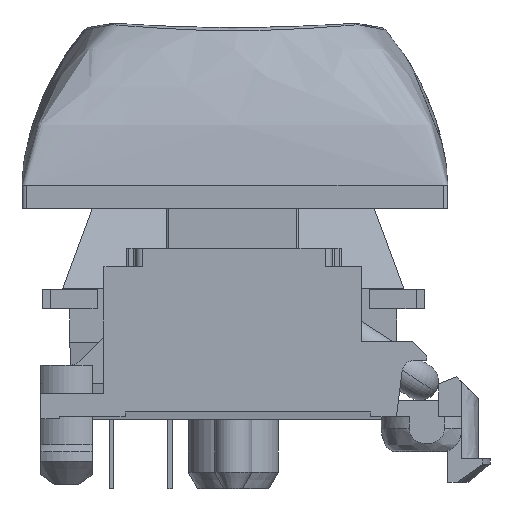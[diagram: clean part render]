
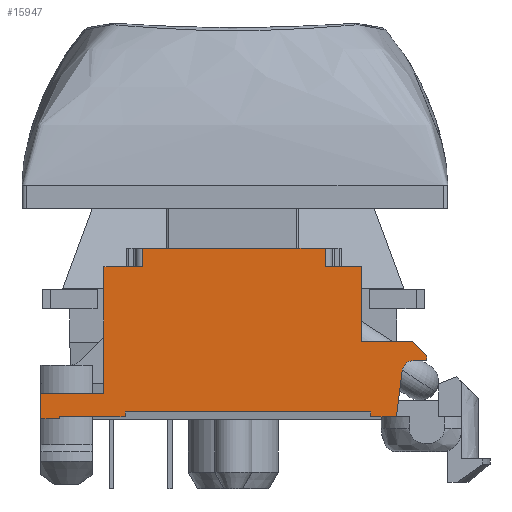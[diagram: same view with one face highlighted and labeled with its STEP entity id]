
A CAD part, left-side view. The second image highlights one B-rep face of the part: STEP entity #15947.
In plain terms, the highlighted planar face has unit normal (-1, 0, 0).
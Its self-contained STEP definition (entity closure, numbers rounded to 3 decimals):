
#13518 = VERTEX_POINT('',#13519);
#13519 = CARTESIAN_POINT('',(-15.4,-3.9,7.35));
#13707 = VERTEX_POINT('',#13708);
#13708 = CARTESIAN_POINT('',(-15.4,3.9,7.35));
#13715 = EDGE_CURVE('',#13707,#13518,#13716,.T.);
#13716 = LINE('',#13717,#13718);
#13717 = CARTESIAN_POINT('',(-15.4,-5.45,7.35));
#13718 = VECTOR('',#13719,1.);
#13719 = DIRECTION('',(0.,-1.,0.));
#13855 = VERTEX_POINT('',#13856);
#13856 = CARTESIAN_POINT('',(-15.4,-5.85,0.35));
#13862 = EDGE_CURVE('',#13855,#13863,#13865,.T.);
#13863 = VERTEX_POINT('',#13864);
#13864 = CARTESIAN_POINT('',(-15.4,4.65,0.35));
#13865 = LINE('',#13866,#13867);
#13866 = CARTESIAN_POINT('',(-15.4,-5.85,0.35));
#13867 = VECTOR('',#13868,1.);
#13868 = DIRECTION('',(0.,1.,0.));
#15237 = EDGE_CURVE('',#15238,#13518,#15240,.T.);
#15238 = VERTEX_POINT('',#15239);
#15239 = CARTESIAN_POINT('',(-15.4,-3.9,6.55));
#15240 = LINE('',#15241,#15242);
#15241 = CARTESIAN_POINT('',(-15.4,-3.9,-11.487));
#15242 = VECTOR('',#15243,1.);
#15243 = DIRECTION('',(0.,0.,1.));
#15926 = EDGE_CURVE('',#15927,#13707,#15929,.T.);
#15927 = VERTEX_POINT('',#15928);
#15928 = CARTESIAN_POINT('',(-15.4,3.9,6.55));
#15929 = LINE('',#15930,#15931);
#15930 = CARTESIAN_POINT('',(-15.4,3.9,-11.487));
#15931 = VECTOR('',#15932,1.);
#15932 = DIRECTION('',(0.,0.,1.));
#15947 = ADVANCED_FACE('',(#15948),#16095,.F.);
#15948 = FACE_BOUND('',#15949,.T.);
#15949 = EDGE_LOOP('',(#15950,#15958,#15966,#15974,#15982,#15990,#15998,
    #16006,#16012,#16013,#16021,#16029,#16037,#16046,#16054,#16062,
    #16070,#16078,#16086,#16092,#16093,#16094));
#15950 = ORIENTED_EDGE('',*,*,#15951,.F.);
#15951 = EDGE_CURVE('',#15952,#15927,#15954,.T.);
#15952 = VERTEX_POINT('',#15953);
#15953 = CARTESIAN_POINT('',(-15.4,5.55,6.55));
#15954 = LINE('',#15955,#15956);
#15955 = CARTESIAN_POINT('',(-15.4,-7.691,6.55));
#15956 = VECTOR('',#15957,1.);
#15957 = DIRECTION('',(0.,-1.,0.));
#15958 = ORIENTED_EDGE('',*,*,#15959,.F.);
#15959 = EDGE_CURVE('',#15960,#15952,#15962,.T.);
#15960 = VERTEX_POINT('',#15961);
#15961 = CARTESIAN_POINT('',(-15.4,5.55,1.15));
#15962 = LINE('',#15963,#15964);
#15963 = CARTESIAN_POINT('',(-15.4,5.55,7.35));
#15964 = VECTOR('',#15965,1.);
#15965 = DIRECTION('',(0.,0.,1.));
#15966 = ORIENTED_EDGE('',*,*,#15967,.F.);
#15967 = EDGE_CURVE('',#15968,#15960,#15970,.T.);
#15968 = VERTEX_POINT('',#15969);
#15969 = CARTESIAN_POINT('',(-15.4,8.25,1.15));
#15970 = LINE('',#15971,#15972);
#15971 = CARTESIAN_POINT('',(-15.4,5.55,1.15));
#15972 = VECTOR('',#15973,1.);
#15973 = DIRECTION('',(0.,-1.,0.));
#15974 = ORIENTED_EDGE('',*,*,#15975,.F.);
#15975 = EDGE_CURVE('',#15976,#15968,#15978,.T.);
#15976 = VERTEX_POINT('',#15977);
#15977 = CARTESIAN_POINT('',(-15.4,8.25,0.05));
#15978 = LINE('',#15979,#15980);
#15979 = CARTESIAN_POINT('',(-15.4,8.25,1.15));
#15980 = VECTOR('',#15981,1.);
#15981 = DIRECTION('',(0.,0.,1.));
#15982 = ORIENTED_EDGE('',*,*,#15983,.F.);
#15983 = EDGE_CURVE('',#15984,#15976,#15986,.T.);
#15984 = VERTEX_POINT('',#15985);
#15985 = CARTESIAN_POINT('',(-15.4,7.45,0.05));
#15986 = LINE('',#15987,#15988);
#15987 = CARTESIAN_POINT('',(-15.4,8.25,0.05));
#15988 = VECTOR('',#15989,1.);
#15989 = DIRECTION('',(0.,1.,0.));
#15990 = ORIENTED_EDGE('',*,*,#15991,.F.);
#15991 = EDGE_CURVE('',#15992,#15984,#15994,.T.);
#15992 = VERTEX_POINT('',#15993);
#15993 = CARTESIAN_POINT('',(-15.4,7.45,0.15));
#15994 = LINE('',#15995,#15996);
#15995 = CARTESIAN_POINT('',(-15.4,7.45,0.15));
#15996 = VECTOR('',#15997,1.);
#15997 = DIRECTION('',(0.,0.,-1.));
#15998 = ORIENTED_EDGE('',*,*,#15999,.F.);
#15999 = EDGE_CURVE('',#16000,#15992,#16002,.T.);
#16000 = VERTEX_POINT('',#16001);
#16001 = CARTESIAN_POINT('',(-15.4,4.65,0.15));
#16002 = LINE('',#16003,#16004);
#16003 = CARTESIAN_POINT('',(-15.4,4.65,0.15));
#16004 = VECTOR('',#16005,1.);
#16005 = DIRECTION('',(0.,1.,0.));
#16006 = ORIENTED_EDGE('',*,*,#16007,.F.);
#16007 = EDGE_CURVE('',#13863,#16000,#16008,.T.);
#16008 = LINE('',#16009,#16010);
#16009 = CARTESIAN_POINT('',(-15.4,4.65,0.35));
#16010 = VECTOR('',#16011,1.);
#16011 = DIRECTION('',(0.,0.,-1.));
#16012 = ORIENTED_EDGE('',*,*,#13862,.F.);
#16013 = ORIENTED_EDGE('',*,*,#16014,.F.);
#16014 = EDGE_CURVE('',#16015,#13855,#16017,.T.);
#16015 = VERTEX_POINT('',#16016);
#16016 = CARTESIAN_POINT('',(-15.4,-5.85,0.15));
#16017 = LINE('',#16018,#16019);
#16018 = CARTESIAN_POINT('',(-15.4,-5.85,0.35));
#16019 = VECTOR('',#16020,1.);
#16020 = DIRECTION('',(0.,0.,1.));
#16021 = ORIENTED_EDGE('',*,*,#16022,.F.);
#16022 = EDGE_CURVE('',#16023,#16015,#16025,.T.);
#16023 = VERTEX_POINT('',#16024);
#16024 = CARTESIAN_POINT('',(-15.4,-6.95,0.15));
#16025 = LINE('',#16026,#16027);
#16026 = CARTESIAN_POINT('',(-15.4,-5.85,0.15));
#16027 = VECTOR('',#16028,1.);
#16028 = DIRECTION('',(0.,1.,0.));
#16029 = ORIENTED_EDGE('',*,*,#16030,.F.);
#16030 = EDGE_CURVE('',#16031,#16023,#16033,.T.);
#16031 = VERTEX_POINT('',#16032);
#16032 = CARTESIAN_POINT('',(-15.4,-7.195,2.112));
#16033 = LINE('',#16034,#16035);
#16034 = CARTESIAN_POINT('',(-15.4,-6.95,0.15));
#16035 = VECTOR('',#16036,1.);
#16036 = DIRECTION('',(0.,0.124,-0.992));
#16037 = ORIENTED_EDGE('',*,*,#16038,.F.);
#16038 = EDGE_CURVE('',#16039,#16031,#16041,.T.);
#16039 = VERTEX_POINT('',#16040);
#16040 = CARTESIAN_POINT('',(-15.4,-7.691,2.55));
#16041 = CIRCLE('',#16042,0.5);
#16042 = AXIS2_PLACEMENT_3D('',#16043,#16044,#16045);
#16043 = CARTESIAN_POINT('',(-15.4,-7.691,2.05));
#16044 = DIRECTION('',(-1.,0.,0.));
#16045 = DIRECTION('',(0.,1.,0.));
#16046 = ORIENTED_EDGE('',*,*,#16047,.F.);
#16047 = EDGE_CURVE('',#16048,#16039,#16050,.T.);
#16048 = VERTEX_POINT('',#16049);
#16049 = CARTESIAN_POINT('',(-15.4,-8.25,2.55));
#16050 = LINE('',#16051,#16052);
#16051 = CARTESIAN_POINT('',(-15.4,-7.691,2.55));
#16052 = VECTOR('',#16053,1.);
#16053 = DIRECTION('',(0.,1.,0.));
#16054 = ORIENTED_EDGE('',*,*,#16055,.F.);
#16055 = EDGE_CURVE('',#16056,#16048,#16058,.T.);
#16056 = VERTEX_POINT('',#16057);
#16057 = CARTESIAN_POINT('',(-15.4,-8.25,2.75));
#16058 = LINE('',#16059,#16060);
#16059 = CARTESIAN_POINT('',(-15.4,-8.25,2.55));
#16060 = VECTOR('',#16061,1.);
#16061 = DIRECTION('',(0.,0.,-1.));
#16062 = ORIENTED_EDGE('',*,*,#16063,.F.);
#16063 = EDGE_CURVE('',#16064,#16056,#16066,.T.);
#16064 = VERTEX_POINT('',#16065);
#16065 = CARTESIAN_POINT('',(-15.4,-7.65,3.35));
#16066 = LINE('',#16067,#16068);
#16067 = CARTESIAN_POINT('',(-15.4,-8.25,2.75));
#16068 = VECTOR('',#16069,1.);
#16069 = DIRECTION('',(0.,-0.707,-0.707));
#16070 = ORIENTED_EDGE('',*,*,#16071,.F.);
#16071 = EDGE_CURVE('',#16072,#16064,#16074,.T.);
#16072 = VERTEX_POINT('',#16073);
#16073 = CARTESIAN_POINT('',(-15.4,-5.45,3.35));
#16074 = LINE('',#16075,#16076);
#16075 = CARTESIAN_POINT('',(-15.4,-7.65,3.35));
#16076 = VECTOR('',#16077,1.);
#16077 = DIRECTION('',(0.,-1.,0.));
#16078 = ORIENTED_EDGE('',*,*,#16079,.F.);
#16079 = EDGE_CURVE('',#16080,#16072,#16082,.T.);
#16080 = VERTEX_POINT('',#16081);
#16081 = CARTESIAN_POINT('',(-15.4,-5.45,6.55));
#16082 = LINE('',#16083,#16084);
#16083 = CARTESIAN_POINT('',(-15.4,-5.45,7.35));
#16084 = VECTOR('',#16085,1.);
#16085 = DIRECTION('',(0.,0.,-1.));
#16086 = ORIENTED_EDGE('',*,*,#16087,.F.);
#16087 = EDGE_CURVE('',#15238,#16080,#16088,.T.);
#16088 = LINE('',#16089,#16090);
#16089 = CARTESIAN_POINT('',(-15.4,-7.691,6.55));
#16090 = VECTOR('',#16091,1.);
#16091 = DIRECTION('',(0.,-1.,0.));
#16092 = ORIENTED_EDGE('',*,*,#15237,.T.);
#16093 = ORIENTED_EDGE('',*,*,#13715,.F.);
#16094 = ORIENTED_EDGE('',*,*,#15926,.F.);
#16095 = PLANE('',#16096);
#16096 = AXIS2_PLACEMENT_3D('',#16097,#16098,#16099);
#16097 = CARTESIAN_POINT('',(-15.4,-7.691,2.05));
#16098 = DIRECTION('',(1.,0.,0.));
#16099 = DIRECTION('',(0.,1.,0.));
